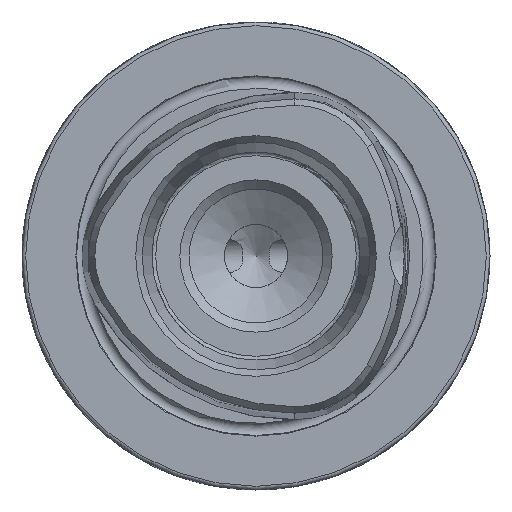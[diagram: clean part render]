
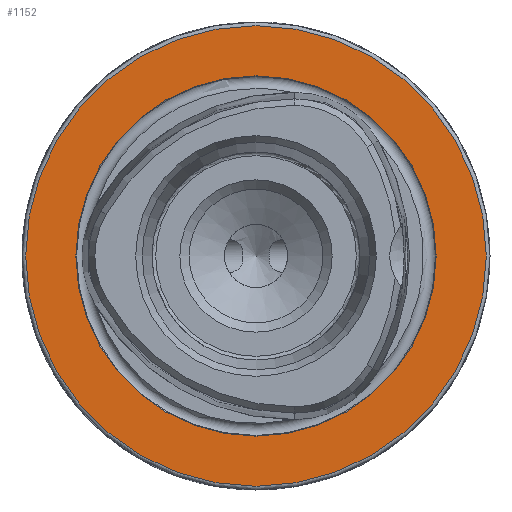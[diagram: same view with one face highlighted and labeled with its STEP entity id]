
A CAD part, left-side view. The second image highlights one B-rep face of the part: STEP entity #1152.
In plain terms, the highlighted planar face has unit normal (-1, 0, 0).
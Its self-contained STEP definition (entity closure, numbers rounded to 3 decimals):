
#18 = DIRECTION ( 'NONE',  ( 0., 0., 1. ) ) ;
#111 = FACE_BOUND ( 'NONE', #3641, .T. ) ;
#501 = ORIENTED_EDGE ( 'NONE', *, *, #9534, .F. ) ;
#1152 = ADVANCED_FACE ( 'NONE', ( #111, #3370 ), #5010, .F. ) ;
#1387 = EDGE_LOOP ( 'NONE', ( #3890 ) ) ;
#2018 = VERTEX_POINT ( 'NONE', #2803 ) ;
#2803 = CARTESIAN_POINT ( 'NONE',  ( 0., 0., 31. ) ) ;
#3370 = FACE_OUTER_BOUND ( 'NONE', #1387, .T. ) ;
#3537 = CARTESIAN_POINT ( 'NONE',  ( 0., 24.25, 0. ) ) ;
#3641 = EDGE_LOOP ( 'NONE', ( #501 ) ) ;
#3707 = DIRECTION ( 'NONE',  ( -1., 0., 0. ) ) ;
#3890 = ORIENTED_EDGE ( 'NONE', *, *, #9311, .T. ) ;
#4102 = CARTESIAN_POINT ( 'NONE',  ( 0., 0., 0. ) ) ;
#4535 = CIRCLE ( 'NONE', #9090, 24.25 ) ;
#4894 = AXIS2_PLACEMENT_3D ( 'NONE', #3537, #5894, #7397 ) ;
#5010 = PLANE ( 'NONE',  #4894 ) ;
#5381 = AXIS2_PLACEMENT_3D ( 'NONE', #8288, #3707, #18 ) ;
#5894 = DIRECTION ( 'NONE',  ( 1., 0., 0. ) ) ;
#7063 = DIRECTION ( 'NONE',  ( -1., 0., 0. ) ) ;
#7397 = DIRECTION ( 'NONE',  ( 0., 0., -1. ) ) ;
#7737 = CIRCLE ( 'NONE', #5381, 31. ) ;
#7837 = DIRECTION ( 'NONE',  ( 0., 0., 1. ) ) ;
#8288 = CARTESIAN_POINT ( 'NONE',  ( 0., 0., 0. ) ) ;
#8375 = VERTEX_POINT ( 'NONE', #8796 ) ;
#8796 = CARTESIAN_POINT ( 'NONE',  ( 0., 0., 24.25 ) ) ;
#9090 = AXIS2_PLACEMENT_3D ( 'NONE', #4102, #7063, #7837 ) ;
#9311 = EDGE_CURVE ( 'NONE', #2018, #2018, #7737, .T. ) ;
#9534 = EDGE_CURVE ( 'NONE', #8375, #8375, #4535, .T. ) ;
